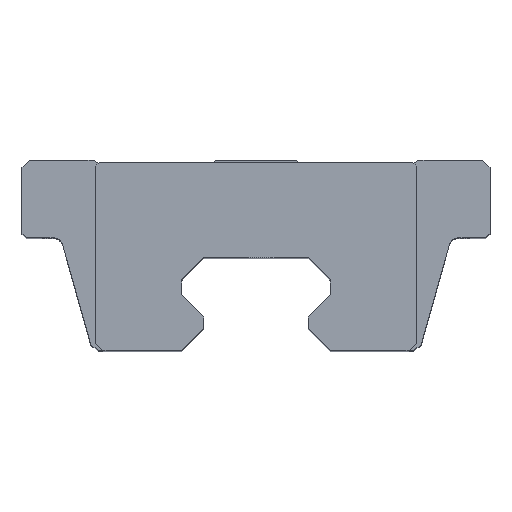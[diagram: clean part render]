
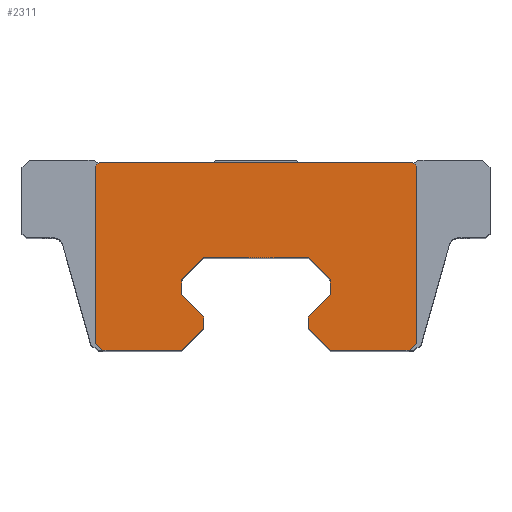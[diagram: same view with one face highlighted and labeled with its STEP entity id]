
A CAD part, top view. The second image highlights one B-rep face of the part: STEP entity #2311.
In plain terms, the highlighted planar face has unit normal (0, 0, 1).
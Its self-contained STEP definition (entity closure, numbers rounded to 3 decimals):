
#1 = AXIS2_PLACEMENT_3D ( 'NONE', #2178, #2191, #1955 ) ;
#6 = LINE ( 'NONE', #1349, #2419 ) ;
#20 = CARTESIAN_POINT ( 'NONE',  ( 7., -11.25, 45. ) ) ;
#47 = VERTEX_POINT ( 'NONE', #976 ) ;
#56 = DIRECTION ( 'NONE',  ( 0.707, -0.707, 0. ) ) ;
#58 = CARTESIAN_POINT ( 'NONE',  ( 21.6, 9.05, 45. ) ) ;
#64 = LINE ( 'NONE', #1797, #2402 ) ;
#76 = EDGE_CURVE ( 'NONE', #2016, #2424, #1350, .T. ) ;
#83 = ORIENTED_EDGE ( 'NONE', *, *, #1645, .T. ) ;
#92 = LINE ( 'NONE', #1012, #1842 ) ;
#127 = DIRECTION ( 'NONE',  ( 0., 1., 0. ) ) ;
#204 = VECTOR ( 'NONE', #941, 1000. ) ;
#210 = CARTESIAN_POINT ( 'NONE',  ( -7., -12.75, 45. ) ) ;
#217 = CARTESIAN_POINT ( 'NONE',  ( -21.6, -14.75, 45. ) ) ;
#221 = CARTESIAN_POINT ( 'NONE',  ( 7., -12.75, 45. ) ) ;
#226 = EDGE_CURVE ( 'NONE', #47, #1329, #1711, .T. ) ;
#246 = CARTESIAN_POINT ( 'NONE',  ( 10., -8.25, 45. ) ) ;
#247 = ORIENTED_EDGE ( 'NONE', *, *, #1786, .T. ) ;
#260 = VECTOR ( 'NONE', #1024, 1000. ) ;
#287 = ORIENTED_EDGE ( 'NONE', *, *, #2053, .T. ) ;
#295 = VECTOR ( 'NONE', #1647, 1000. ) ;
#308 = DIRECTION ( 'NONE',  ( 0.707, 0.707, 0. ) ) ;
#317 = VECTOR ( 'NONE', #127, 1000. ) ;
#336 = VECTOR ( 'NONE', #1005, 1000. ) ;
#355 = EDGE_CURVE ( 'NONE', #2082, #1710, #64, .T. ) ;
#379 = CARTESIAN_POINT ( 'NONE',  ( 10., -6.25, 45. ) ) ;
#391 = DIRECTION ( 'NONE',  ( 0.707, 0.707, 0. ) ) ;
#415 = CARTESIAN_POINT ( 'NONE',  ( 10., -8.25, 45. ) ) ;
#425 = VERTEX_POINT ( 'NONE', #1824 ) ;
#431 = EDGE_CURVE ( 'NONE', #2492, #830, #654, .T. ) ;
#442 = DIRECTION ( 'NONE',  ( 1., 0., 0. ) ) ;
#443 = ORIENTED_EDGE ( 'NONE', *, *, #952, .T. ) ;
#449 = DIRECTION ( 'NONE',  ( -0.707, -0.707, 0. ) ) ;
#462 = VECTOR ( 'NONE', #308, 1000. ) ;
#465 = VECTOR ( 'NONE', #442, 1000. ) ;
#473 = LINE ( 'NONE', #1040, #260 ) ;
#484 = ORIENTED_EDGE ( 'NONE', *, *, #2390, .T. ) ;
#492 = ORIENTED_EDGE ( 'NONE', *, *, #506, .T. ) ;
#506 = EDGE_CURVE ( 'NONE', #2483, #1733, #92, .T. ) ;
#533 = EDGE_CURVE ( 'NONE', #2396, #726, #1925, .T. ) ;
#540 = LINE ( 'NONE', #1888, #1929 ) ;
#581 = FACE_OUTER_BOUND ( 'NONE', #933, .T. ) ;
#589 = CARTESIAN_POINT ( 'NONE',  ( -21.6, 9.05, 45. ) ) ;
#592 = PLANE ( 'NONE',  #1 ) ;
#595 = DIRECTION ( 'NONE',  ( 0., 1., 0. ) ) ;
#627 = CARTESIAN_POINT ( 'NONE',  ( 10., -15.75, 45. ) ) ;
#634 = LINE ( 'NONE', #1019, #2504 ) ;
#654 = LINE ( 'NONE', #627, #2271 ) ;
#658 = LINE ( 'NONE', #2415, #336 ) ;
#690 = CARTESIAN_POINT ( 'NONE',  ( 7., -3.25, 45. ) ) ;
#726 = VERTEX_POINT ( 'NONE', #1198 ) ;
#727 = VECTOR ( 'NONE', #1336, 1000. ) ;
#733 = EDGE_CURVE ( 'NONE', #425, #766, #1982, .T. ) ;
#762 = EDGE_CURVE ( 'NONE', #726, #47, #634, .T. ) ;
#766 = VERTEX_POINT ( 'NONE', #949 ) ;
#780 = ORIENTED_EDGE ( 'NONE', *, *, #2197, .T. ) ;
#785 = VECTOR ( 'NONE', #1420, 1000. ) ;
#788 = VECTOR ( 'NONE', #2453, 1000. ) ;
#830 = VERTEX_POINT ( 'NONE', #2279 ) ;
#838 = LINE ( 'NONE', #1197, #295 ) ;
#868 = CARTESIAN_POINT ( 'NONE',  ( 10., -15.75, 45. ) ) ;
#872 = DIRECTION ( 'NONE',  ( 0., 1., 0. ) ) ;
#880 = LINE ( 'NONE', #58, #785 ) ;
#897 = CARTESIAN_POINT ( 'NONE',  ( -10., -15.75, 45. ) ) ;
#922 = VECTOR ( 'NONE', #595, 1000. ) ;
#933 = EDGE_LOOP ( 'NONE', ( #945, #2513, #247, #2333, #780, #1056, #954, #2263, #1703, #2171, #1041, #83, #1569, #443, #1136, #287, #1656, #484, #492, #991 ) ) ;
#941 = DIRECTION ( 'NONE',  ( 0.707, -0.707, 0. ) ) ;
#945 = ORIENTED_EDGE ( 'NONE', *, *, #1587, .T. ) ;
#949 = CARTESIAN_POINT ( 'NONE',  ( -20.6, -15.75, 45. ) ) ;
#952 = EDGE_CURVE ( 'NONE', #1295, #2016, #1403, .T. ) ;
#954 = ORIENTED_EDGE ( 'NONE', *, *, #533, .T. ) ;
#958 = VERTEX_POINT ( 'NONE', #1871 ) ;
#976 = CARTESIAN_POINT ( 'NONE',  ( -10., -8.25, 45. ) ) ;
#991 = ORIENTED_EDGE ( 'NONE', *, *, #1440, .T. ) ;
#996 = CARTESIAN_POINT ( 'NONE',  ( 7., -3.25, 45. ) ) ;
#1005 = DIRECTION ( 'NONE',  ( 0., -1., 0. ) ) ;
#1012 = CARTESIAN_POINT ( 'NONE',  ( 21.6, -14.75, 45. ) ) ;
#1019 = CARTESIAN_POINT ( 'NONE',  ( -7., -11.25, 45. ) ) ;
#1024 = DIRECTION ( 'NONE',  ( 1., 0., 0. ) ) ;
#1040 = CARTESIAN_POINT ( 'NONE',  ( -7., -3.25, 45. ) ) ;
#1041 = ORIENTED_EDGE ( 'NONE', *, *, #2485, .T. ) ;
#1044 = VERTEX_POINT ( 'NONE', #1270 ) ;
#1056 = ORIENTED_EDGE ( 'NONE', *, *, #1950, .T. ) ;
#1072 = VERTEX_POINT ( 'NONE', #690 ) ;
#1078 = CARTESIAN_POINT ( 'NONE',  ( -10., -15.75, 45. ) ) ;
#1136 = ORIENTED_EDGE ( 'NONE', *, *, #76, .T. ) ;
#1167 = DIRECTION ( 'NONE',  ( -0.707, -0.707, 0. ) ) ;
#1187 = CARTESIAN_POINT ( 'NONE',  ( 20.6, -15.75, 45. ) ) ;
#1197 = CARTESIAN_POINT ( 'NONE',  ( -21.6, 9.05, 45. ) ) ;
#1198 = CARTESIAN_POINT ( 'NONE',  ( -7., -11.25, 45. ) ) ;
#1242 = CARTESIAN_POINT ( 'NONE',  ( 21.6, -14.75, 45. ) ) ;
#1270 = CARTESIAN_POINT ( 'NONE',  ( 21.1, 9.55, 45. ) ) ;
#1275 = LINE ( 'NONE', #2069, #462 ) ;
#1295 = VERTEX_POINT ( 'NONE', #415 ) ;
#1329 = VERTEX_POINT ( 'NONE', #2225 ) ;
#1336 = DIRECTION ( 'NONE',  ( 0., -1., 0. ) ) ;
#1349 = CARTESIAN_POINT ( 'NONE',  ( 7., -12.75, 45. ) ) ;
#1350 = LINE ( 'NONE', #20, #727 ) ;
#1402 = LINE ( 'NONE', #2184, #465 ) ;
#1403 = LINE ( 'NONE', #246, #2220 ) ;
#1420 = DIRECTION ( 'NONE',  ( -0.707, 0.707, 0. ) ) ;
#1440 = EDGE_CURVE ( 'NONE', #1733, #1044, #880, .T. ) ;
#1444 = CARTESIAN_POINT ( 'NONE',  ( -21.1, 9.55, 45. ) ) ;
#1569 = ORIENTED_EDGE ( 'NONE', *, *, #2146, .T. ) ;
#1587 = EDGE_CURVE ( 'NONE', #1044, #2082, #540, .T. ) ;
#1608 = LINE ( 'NONE', #1187, #2172 ) ;
#1645 = EDGE_CURVE ( 'NONE', #1072, #2264, #2363, .T. ) ;
#1647 = DIRECTION ( 'NONE',  ( 0., -1., 0. ) ) ;
#1656 = ORIENTED_EDGE ( 'NONE', *, *, #431, .T. ) ;
#1680 = LINE ( 'NONE', #897, #788 ) ;
#1703 = ORIENTED_EDGE ( 'NONE', *, *, #226, .T. ) ;
#1710 = VERTEX_POINT ( 'NONE', #589 ) ;
#1711 = LINE ( 'NONE', #2265, #317 ) ;
#1733 = VERTEX_POINT ( 'NONE', #2349 ) ;
#1775 = CARTESIAN_POINT ( 'NONE',  ( -7., -12.75, 45. ) ) ;
#1786 = EDGE_CURVE ( 'NONE', #1710, #425, #838, .T. ) ;
#1797 = CARTESIAN_POINT ( 'NONE',  ( -21.1, 9.55, 45. ) ) ;
#1818 = DIRECTION ( 'NONE',  ( -0.707, 0.707, 0. ) ) ;
#1824 = CARTESIAN_POINT ( 'NONE',  ( -21.6, -14.75, 45. ) ) ;
#1842 = VECTOR ( 'NONE', #872, 1000. ) ;
#1871 = CARTESIAN_POINT ( 'NONE',  ( -7., -3.25, 45. ) ) ;
#1888 = CARTESIAN_POINT ( 'NONE',  ( 21.1, 9.55, 45. ) ) ;
#1925 = LINE ( 'NONE', #210, #922 ) ;
#1929 = VECTOR ( 'NONE', #2088, 1000. ) ;
#1945 = EDGE_CURVE ( 'NONE', #1329, #958, #1275, .T. ) ;
#1950 = EDGE_CURVE ( 'NONE', #2471, #2396, #1680, .T. ) ;
#1955 = DIRECTION ( 'NONE',  ( 1., 0., 0. ) ) ;
#1982 = LINE ( 'NONE', #217, #2338 ) ;
#2016 = VERTEX_POINT ( 'NONE', #2500 ) ;
#2053 = EDGE_CURVE ( 'NONE', #2424, #2492, #6, .T. ) ;
#2069 = CARTESIAN_POINT ( 'NONE',  ( -10., -6.25, 45. ) ) ;
#2082 = VERTEX_POINT ( 'NONE', #1444 ) ;
#2088 = DIRECTION ( 'NONE',  ( -1., 0., 0. ) ) ;
#2146 = EDGE_CURVE ( 'NONE', #2264, #1295, #658, .T. ) ;
#2171 = ORIENTED_EDGE ( 'NONE', *, *, #1945, .T. ) ;
#2172 = VECTOR ( 'NONE', #391, 1000. ) ;
#2178 = CARTESIAN_POINT ( 'NONE',  ( 0., 0., 45. ) ) ;
#2184 = CARTESIAN_POINT ( 'NONE',  ( -20.6, -15.75, 45. ) ) ;
#2191 = DIRECTION ( 'NONE',  ( 0., 0., 1. ) ) ;
#2193 = DIRECTION ( 'NONE',  ( 1., 0., 0. ) ) ;
#2197 = EDGE_CURVE ( 'NONE', #766, #2471, #1402, .T. ) ;
#2220 = VECTOR ( 'NONE', #1167, 1000. ) ;
#2225 = CARTESIAN_POINT ( 'NONE',  ( -10., -6.25, 45. ) ) ;
#2263 = ORIENTED_EDGE ( 'NONE', *, *, #762, .T. ) ;
#2264 = VERTEX_POINT ( 'NONE', #379 ) ;
#2265 = CARTESIAN_POINT ( 'NONE',  ( -10., -8.25, 45. ) ) ;
#2271 = VECTOR ( 'NONE', #2193, 1000. ) ;
#2279 = CARTESIAN_POINT ( 'NONE',  ( 20.6, -15.75, 45. ) ) ;
#2311 = ADVANCED_FACE ( 'NONE', ( #581 ), #592, .T. ) ;
#2333 = ORIENTED_EDGE ( 'NONE', *, *, #733, .T. ) ;
#2338 = VECTOR ( 'NONE', #56, 1000. ) ;
#2345 = DIRECTION ( 'NONE',  ( 0.707, -0.707, 0. ) ) ;
#2349 = CARTESIAN_POINT ( 'NONE',  ( 21.6, 9.05, 45. ) ) ;
#2363 = LINE ( 'NONE', #996, #204 ) ;
#2390 = EDGE_CURVE ( 'NONE', #830, #2483, #1608, .T. ) ;
#2396 = VERTEX_POINT ( 'NONE', #1775 ) ;
#2402 = VECTOR ( 'NONE', #449, 1000. ) ;
#2415 = CARTESIAN_POINT ( 'NONE',  ( 10., -6.25, 45. ) ) ;
#2419 = VECTOR ( 'NONE', #2345, 1000. ) ;
#2424 = VERTEX_POINT ( 'NONE', #221 ) ;
#2453 = DIRECTION ( 'NONE',  ( 0.707, 0.707, 0. ) ) ;
#2471 = VERTEX_POINT ( 'NONE', #1078 ) ;
#2483 = VERTEX_POINT ( 'NONE', #1242 ) ;
#2485 = EDGE_CURVE ( 'NONE', #958, #1072, #473, .T. ) ;
#2492 = VERTEX_POINT ( 'NONE', #868 ) ;
#2500 = CARTESIAN_POINT ( 'NONE',  ( 7., -11.25, 45. ) ) ;
#2504 = VECTOR ( 'NONE', #1818, 1000. ) ;
#2513 = ORIENTED_EDGE ( 'NONE', *, *, #355, .T. ) ;
